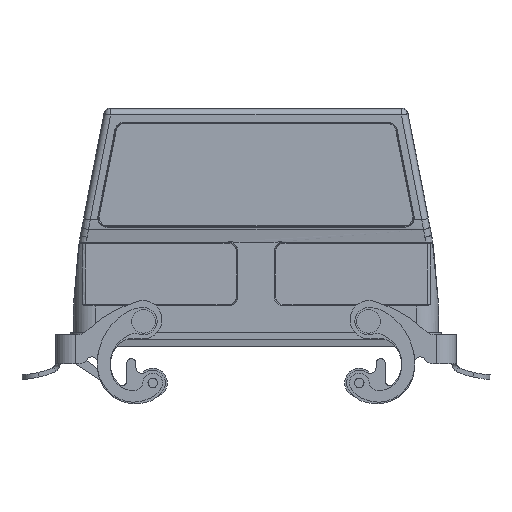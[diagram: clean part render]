
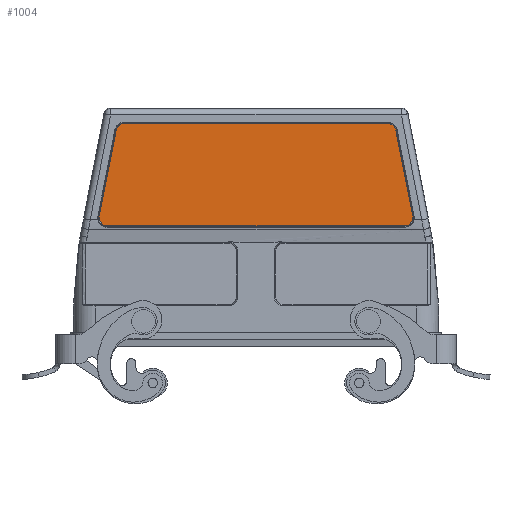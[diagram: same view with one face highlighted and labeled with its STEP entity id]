
A CAD part, front view. The second image highlights one B-rep face of the part: STEP entity #1004.
In plain terms, the highlighted planar face has unit normal (0, -1, 0).
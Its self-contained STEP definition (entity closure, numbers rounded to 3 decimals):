
#419=PLANE('',#11237);
#1004=ADVANCED_FACE('',(#1974),#419,.T.);
#1974=FACE_OUTER_BOUND('',#2569,.T.);
#2569=EDGE_LOOP('',(#4764,#4765,#4766,#4767,#4768,#4769,#4770,#4771));
#3787=ELLIPSE('',#11233,2.906,2.8);
#3788=ELLIPSE('',#11234,2.872,2.8);
#3789=ELLIPSE('',#11235,2.872,2.8);
#3790=ELLIPSE('',#11236,2.906,2.8);
#4764=ORIENTED_EDGE('',*,*,#8575,.T.);
#4765=ORIENTED_EDGE('',*,*,#8576,.T.);
#4766=ORIENTED_EDGE('',*,*,#8577,.T.);
#4767=ORIENTED_EDGE('',*,*,#8578,.T.);
#4768=ORIENTED_EDGE('',*,*,#8579,.T.);
#4769=ORIENTED_EDGE('',*,*,#8580,.T.);
#4770=ORIENTED_EDGE('',*,*,#8581,.T.);
#4771=ORIENTED_EDGE('',*,*,#8582,.T.);
#7380=VERTEX_POINT('',#17806);
#7381=VERTEX_POINT('',#17807);
#7382=VERTEX_POINT('',#17809);
#7383=VERTEX_POINT('',#17811);
#7384=VERTEX_POINT('',#17813);
#7385=VERTEX_POINT('',#17815);
#7386=VERTEX_POINT('',#17817);
#7387=VERTEX_POINT('',#17819);
#8575=EDGE_CURVE('',#7380,#7381,#9859,.T.);
#8576=EDGE_CURVE('',#7381,#7382,#3787,.T.);
#8577=EDGE_CURVE('',#7382,#7383,#9860,.T.);
#8578=EDGE_CURVE('',#7383,#7384,#3788,.T.);
#8579=EDGE_CURVE('',#7384,#7385,#9861,.T.);
#8580=EDGE_CURVE('',#7385,#7386,#3789,.T.);
#8581=EDGE_CURVE('',#7386,#7387,#9862,.T.);
#8582=EDGE_CURVE('',#7387,#7380,#3790,.T.);
#9859=LINE('',#17805,#10498);
#9860=LINE('',#17810,#10499);
#9861=LINE('',#17814,#10500);
#9862=LINE('',#17818,#10501);
#10498=VECTOR('',#13040,1.);
#10499=VECTOR('',#13043,1.);
#10500=VECTOR('',#13046,1.);
#10501=VECTOR('',#13049,1.);
#11233=AXIS2_PLACEMENT_3D('',#17808,#13041,#13042);
#11234=AXIS2_PLACEMENT_3D('',#17812,#13044,#13045);
#11235=AXIS2_PLACEMENT_3D('',#17816,#13047,#13048);
#11236=AXIS2_PLACEMENT_3D('',#17820,#13050,#13051);
#11237=AXIS2_PLACEMENT_3D('',#17821,#13052,#13053);
#13040=DIRECTION('',(1.,0.,0.));
#13041=DIRECTION('',(0.,-1.,0.));
#13042=DIRECTION('',(-0.773,0.,0.635));
#13043=DIRECTION('',(-0.194,0.,0.981));
#13044=DIRECTION('',(0.,-1.,0.));
#13045=DIRECTION('',(-0.635,0.,-0.773));
#13046=DIRECTION('',(-1.,0.,0.));
#13047=DIRECTION('',(0.,-1.,0.));
#13048=DIRECTION('',(0.635,0.,-0.773));
#13049=DIRECTION('',(-0.194,0.,-0.981));
#13050=DIRECTION('',(0.,-1.,0.));
#13051=DIRECTION('',(0.773,0.,0.635));
#13052=DIRECTION('',(0.,-1.,0.));
#13053=DIRECTION('',(0.,0.,1.));
#17805=CARTESIAN_POINT('',(48.786,-21.499,37.367));
#17806=CARTESIAN_POINT('',(-48.813,-21.499,37.367));
#17807=CARTESIAN_POINT('',(48.813,-21.499,37.367));
#17808=CARTESIAN_POINT('',(48.709,-21.499,40.21));
#17809=CARTESIAN_POINT('',(51.518,-21.499,40.658));
#17810=CARTESIAN_POINT('',(45.966,-21.499,68.789));
#17811=CARTESIAN_POINT('',(45.962,-21.499,68.807));
#17812=CARTESIAN_POINT('',(43.187,-21.499,68.187));
#17813=CARTESIAN_POINT('',(43.257,-21.499,71.03));
#17814=CARTESIAN_POINT('',(-43.239,-21.499,71.03));
#17815=CARTESIAN_POINT('',(-43.257,-21.499,71.03));
#17816=CARTESIAN_POINT('',(-43.187,-21.499,68.187));
#17817=CARTESIAN_POINT('',(-45.962,-21.499,68.807));
#17818=CARTESIAN_POINT('',(-51.513,-21.499,40.684));
#17819=CARTESIAN_POINT('',(-51.518,-21.499,40.658));
#17820=CARTESIAN_POINT('',(-48.709,-21.499,40.21));
#17821=CARTESIAN_POINT('',(26.135,-21.499,54.106));
